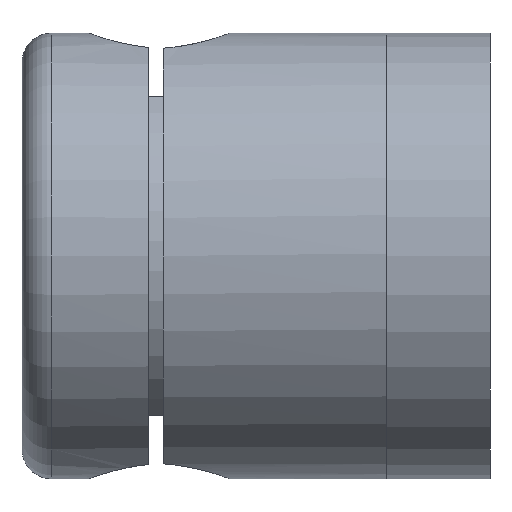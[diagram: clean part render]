
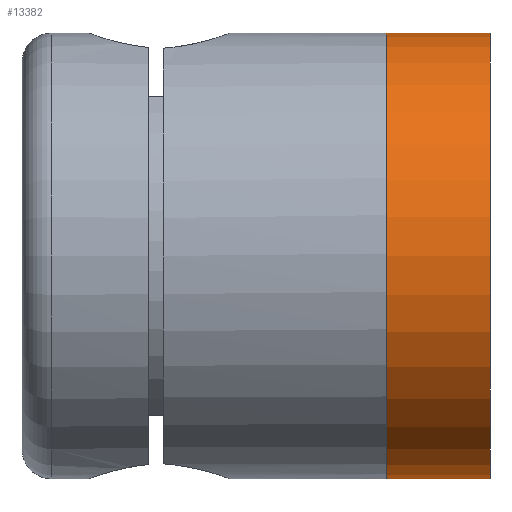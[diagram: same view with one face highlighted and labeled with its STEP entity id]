
A CAD part, left-side view. The second image highlights one B-rep face of the part: STEP entity #13382.
In plain terms, the highlighted cylindrical face has radius 15 mm (diameter 30 mm), a full revolution.
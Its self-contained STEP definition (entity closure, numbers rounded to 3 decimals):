
#168 = CARTESIAN_POINT ( 'NONE',  ( 14.852, 3.5, -2.1 ) ) ;
#431 = CARTESIAN_POINT ( 'NONE',  ( 14.991, 5.533, -0.542 ) ) ;
#545 = B_SPLINE_CURVE_WITH_KNOTS ( 'NONE', 3,
 ( #168, #13518, #12125, #1572, #4188, #5492, #2961, #12292, #4352, #9690, #14750, #6950, #13628, #14792, #6839, #16123, #10860, #9527, #4240, #16181, #8255, #4402, #1803, #3187, #12459, #7249, #8582, #1922, #12516, #4456, #16353, #11254, #15085, #617, #8478, #1865, #8531, #3136, #9802, #7120, #4577, #12352, #11200, #15023, #9859, #431, #13731, #16463, #11140, #7063, #5761, #675, #13857, #12408, #1983, #16411 ),
 .UNSPECIFIED., .T., .F.,
 ( 4, 2, 2, 2, 2, 2, 2, 2, 2, 2, 2, 2, 2, 2, 2, 2, 2, 2, 2, 2, 2, 2, 2, 2, 2, 2, 2, 4 ),
 ( 0., 0., 0.001, 0.001, 0.002, 0.002, 0.003, 0.004, 0.004, 0.005, 0.005, 0.005, 0.006, 0.006, 0.007, 0.007, 0.008, 0.008, 0.009, 0.009, 0.009, 0.01, 0.01, 0.011, 0.011, 0.012, 0.012, 0.013 ),
 .UNSPECIFIED. ) ;
#617 = CARTESIAN_POINT ( 'NONE',  ( 14.907, 4.781, 1.67 ) ) ;
#675 = CARTESIAN_POINT ( 'NONE',  ( 14.907, 4.793, -1.677 ) ) ;
#693 = EDGE_LOOP ( 'NONE', ( #8317 ) ) ;
#1143 = DIRECTION ( 'NONE',  ( 0., 0., 1. ) ) ;
#1207 = FACE_OUTER_BOUND ( 'NONE', #693, .T. ) ;
#1345 = VERTEX_POINT ( 'NONE', #6272 ) ;
#1572 = CARTESIAN_POINT ( 'NONE',  ( 14.862, 2.956, -2.033 ) ) ;
#1803 = CARTESIAN_POINT ( 'NONE',  ( 14.907, 2.218, 1.669 ) ) ;
#1865 = CARTESIAN_POINT ( 'NONE',  ( 14.936, 5.08, 1.39 ) ) ;
#1922 = CARTESIAN_POINT ( 'NONE',  ( 14.854, 3.223, 2.086 ) ) ;
#1983 = CARTESIAN_POINT ( 'NONE',  ( 14.852, 3.778, -2.1 ) ) ;
#2501 = CARTESIAN_POINT ( 'NONE',  ( 0., 7., 0. ) ) ;
#2961 = CARTESIAN_POINT ( 'NONE',  ( 14.889, 2.448, -1.822 ) ) ;
#3136 = CARTESIAN_POINT ( 'NONE',  ( 14.963, 5.322, 1.054 ) ) ;
#3157 = AXIS2_PLACEMENT_3D ( 'NONE', #15620, #10298, #14296 ) ;
#3187 = CARTESIAN_POINT ( 'NONE',  ( 14.889, 2.446, 1.821 ) ) ;
#3264 = AXIS2_PLACEMENT_3D ( 'NONE', #16593, #11319, #3440 ) ;
#3440 = DIRECTION ( 'NONE',  ( 0., 0., -1. ) ) ;
#3921 = CYLINDRICAL_SURFACE ( 'NONE', #3264, 15. ) ;
#4016 = ORIENTED_EDGE ( 'NONE', *, *, #16109, .T. ) ;
#4188 = CARTESIAN_POINT ( 'NONE',  ( 14.867, 2.822, -1.992 ) ) ;
#4240 = CARTESIAN_POINT ( 'NONE',  ( 14.963, 1.678, 1.053 ) ) ;
#4352 = CARTESIAN_POINT ( 'NONE',  ( 14.917, 2.112, -1.582 ) ) ;
#4402 = CARTESIAN_POINT ( 'NONE',  ( 14.917, 2.112, 1.582 ) ) ;
#4456 = CARTESIAN_POINT ( 'NONE',  ( 14.852, 3.773, 2.1 ) ) ;
#4577 = CARTESIAN_POINT ( 'NONE',  ( 14.991, 5.532, 0.546 ) ) ;
#4732 = ORIENTED_EDGE ( 'NONE', *, *, #9897, .T. ) ;
#4785 = EDGE_LOOP ( 'NONE', ( #4732 ) ) ;
#5492 = CARTESIAN_POINT ( 'NONE',  ( 14.881, 2.568, -1.887 ) ) ;
#5761 = CARTESIAN_POINT ( 'NONE',  ( 14.936, 5.083, -1.387 ) ) ;
#6272 = CARTESIAN_POINT ( 'NONE',  ( 0., 0., 15. ) ) ;
#6839 = CARTESIAN_POINT ( 'NONE',  ( 14.998, 1.414, 0.275 ) ) ;
#6950 = CARTESIAN_POINT ( 'NONE',  ( 14.992, 1.455, -0.552 ) ) ;
#7063 = CARTESIAN_POINT ( 'NONE',  ( 14.946, 5.171, -1.279 ) ) ;
#7120 = CARTESIAN_POINT ( 'NONE',  ( 14.985, 5.492, 0.679 ) ) ;
#7249 = CARTESIAN_POINT ( 'NONE',  ( 14.867, 2.822, 1.992 ) ) ;
#7368 = VERTEX_POINT ( 'NONE', #10206 ) ;
#7613 = CIRCLE ( 'NONE', #3157, 15. ) ;
#8255 = CARTESIAN_POINT ( 'NONE',  ( 14.936, 1.917, 1.386 ) ) ;
#8317 = ORIENTED_EDGE ( 'NONE', *, *, #10099, .F. ) ;
#8478 = CARTESIAN_POINT ( 'NONE',  ( 14.917, 4.887, 1.583 ) ) ;
#8531 = CARTESIAN_POINT ( 'NONE',  ( 14.946, 5.169, 1.282 ) ) ;
#8582 = CARTESIAN_POINT ( 'NONE',  ( 14.862, 2.953, 2.032 ) ) ;
#9160 = DIRECTION ( 'NONE',  ( 0., 1., 0. ) ) ;
#9527 = CARTESIAN_POINT ( 'NONE',  ( 14.972, 1.612, 0.93 ) ) ;
#9690 = CARTESIAN_POINT ( 'NONE',  ( 14.946, 1.821, -1.291 ) ) ;
#9802 = CARTESIAN_POINT ( 'NONE',  ( 14.971, 5.386, 0.933 ) ) ;
#9859 = CARTESIAN_POINT ( 'NONE',  ( 14.998, 5.587, -0.274 ) ) ;
#9897 = EDGE_CURVE ( 'NONE', #14431, #14431, #545, .T. ) ;
#10099 = EDGE_CURVE ( 'NONE', #7368, #7368, #12429, .T. ) ;
#10206 = CARTESIAN_POINT ( 'NONE',  ( 0., 7., 15. ) ) ;
#10261 = AXIS2_PLACEMENT_3D ( 'NONE', #2501, #9160, #1143 ) ;
#10298 = DIRECTION ( 'NONE',  ( 0., 1., 0. ) ) ;
#10860 = CARTESIAN_POINT ( 'NONE',  ( 14.985, 1.507, 0.676 ) ) ;
#11140 = CARTESIAN_POINT ( 'NONE',  ( 14.964, 5.323, -1.051 ) ) ;
#11200 = CARTESIAN_POINT ( 'NONE',  ( 15., 5.6, 0.141 ) ) ;
#11254 = CARTESIAN_POINT ( 'NONE',  ( 14.881, 4.429, 1.888 ) ) ;
#11319 = DIRECTION ( 'NONE',  ( 0., -1., 0. ) ) ;
#11809 = EDGE_LOOP ( 'NONE', ( #4016 ) ) ;
#12125 = CARTESIAN_POINT ( 'NONE',  ( 14.854, 3.225, -2.086 ) ) ;
#12292 = CARTESIAN_POINT ( 'NONE',  ( 14.907, 2.22, -1.67 ) ) ;
#12352 = CARTESIAN_POINT ( 'NONE',  ( 14.998, 5.586, 0.277 ) ) ;
#12408 = CARTESIAN_POINT ( 'NONE',  ( 14.86, 4.054, -2.044 ) ) ;
#12429 = CIRCLE ( 'NONE', #10261, 15. ) ;
#12459 = CARTESIAN_POINT ( 'NONE',  ( 14.881, 2.568, 1.887 ) ) ;
#12516 = CARTESIAN_POINT ( 'NONE',  ( 14.852, 3.362, 2.1 ) ) ;
#12834 = FACE_BOUND ( 'NONE', #4785, .T. ) ;
#13382 = ADVANCED_FACE ( 'NONE', ( #12834, #1207, #14896 ), #3921, .T. ) ;
#13518 = CARTESIAN_POINT ( 'NONE',  ( 14.852, 3.361, -2.1 ) ) ;
#13628 = CARTESIAN_POINT ( 'NONE',  ( 15., 1.4, -0.275 ) ) ;
#13731 = CARTESIAN_POINT ( 'NONE',  ( 14.985, 5.493, -0.676 ) ) ;
#13857 = CARTESIAN_POINT ( 'NONE',  ( 14.888, 4.559, -1.834 ) ) ;
#14296 = DIRECTION ( 'NONE',  ( 0., 0., 1. ) ) ;
#14431 = VERTEX_POINT ( 'NONE', #16807 ) ;
#14750 = CARTESIAN_POINT ( 'NONE',  ( 14.965, 1.665, -1.057 ) ) ;
#14792 = CARTESIAN_POINT ( 'NONE',  ( 15., 1.4, 0.136 ) ) ;
#14896 = FACE_OUTER_BOUND ( 'NONE', #11809, .T. ) ;
#15023 = CARTESIAN_POINT ( 'NONE',  ( 15., 5.6, -0.137 ) ) ;
#15085 = CARTESIAN_POINT ( 'NONE',  ( 14.889, 4.552, 1.823 ) ) ;
#15620 = CARTESIAN_POINT ( 'NONE',  ( 0., 0., 0. ) ) ;
#16109 = EDGE_CURVE ( 'NONE', #1345, #1345, #7613, .T. ) ;
#16123 = CARTESIAN_POINT ( 'NONE',  ( 14.991, 1.467, 0.545 ) ) ;
#16181 = CARTESIAN_POINT ( 'NONE',  ( 14.946, 1.83, 1.28 ) ) ;
#16353 = CARTESIAN_POINT ( 'NONE',  ( 14.86, 4.05, 2.045 ) ) ;
#16411 = CARTESIAN_POINT ( 'NONE',  ( 14.852, 3.5, -2.1 ) ) ;
#16463 = CARTESIAN_POINT ( 'NONE',  ( 14.972, 5.388, -0.93 ) ) ;
#16593 = CARTESIAN_POINT ( 'NONE',  ( 0., 7., 0. ) ) ;
#16807 = CARTESIAN_POINT ( 'NONE',  ( 14.852, 3.5, -2.1 ) ) ;
